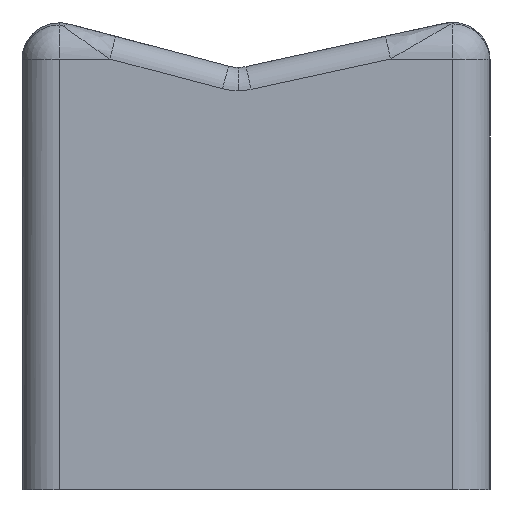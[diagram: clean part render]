
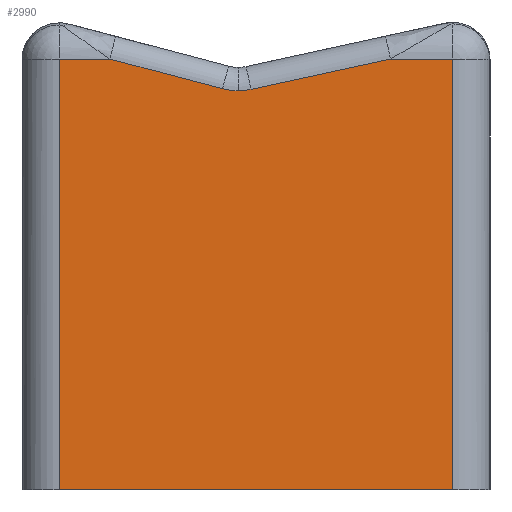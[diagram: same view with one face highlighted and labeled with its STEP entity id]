
A CAD part, left-side view. The second image highlights one B-rep face of the part: STEP entity #2990.
In plain terms, the highlighted planar face has unit normal (-1, 0, 0).
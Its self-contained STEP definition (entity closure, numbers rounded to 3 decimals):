
#54 = DIRECTION ( 'NONE',  ( 1., 0., 0. ) ) ;
#60 = EDGE_CURVE ( 'NONE', #1364, #1989, #4134, .T. ) ;
#71 = VERTEX_POINT ( 'NONE', #4963 ) ;
#82 = LINE ( 'NONE', #1720, #3927 ) ;
#290 = DIRECTION ( 'NONE',  ( 0., 1., 0. ) ) ;
#324 = AXIS2_PLACEMENT_3D ( 'NONE', #2088, #54, #1689 ) ;
#376 = ORIENTED_EDGE ( 'NONE', *, *, #915, .T. ) ;
#605 = DIRECTION ( 'NONE',  ( 0., 0., -1. ) ) ;
#710 = VECTOR ( 'NONE', #290, 1000. ) ;
#786 = CARTESIAN_POINT ( 'NONE',  ( -25., 0.8, 9.2 ) ) ;
#845 = DIRECTION ( 'NONE',  ( 0., 0.977, -0.212 ) ) ;
#896 = LINE ( 'NONE', #1868, #1776 ) ;
#915 = EDGE_CURVE ( 'NONE', #4130, #5126, #5295, .T. ) ;
#926 = CIRCLE ( 'NONE', #324, 1.3 ) ;
#978 = VECTOR ( 'NONE', #4150, 1000. ) ;
#997 = CARTESIAN_POINT ( 'NONE',  ( -25., 0., 0. ) ) ;
#1191 = CIRCLE ( 'NONE', #4574, 1.3 ) ;
#1206 = ORIENTED_EDGE ( 'NONE', *, *, #60, .T. ) ;
#1364 = VERTEX_POINT ( 'NONE', #3504 ) ;
#1402 = EDGE_CURVE ( 'NONE', #5126, #71, #1870, .T. ) ;
#1447 = LINE ( 'NONE', #997, #3383 ) ;
#1457 = AXIS2_PLACEMENT_3D ( 'NONE', #1791, #3023, #2201 ) ;
#1486 = ORIENTED_EDGE ( 'NONE', *, *, #4867, .T. ) ;
#1527 = EDGE_CURVE ( 'NONE', #71, #3422, #1447, .T. ) ;
#1689 = DIRECTION ( 'NONE',  ( 0., 0., -1. ) ) ;
#1720 = CARTESIAN_POINT ( 'NONE',  ( -25., 0.8, 10. ) ) ;
#1773 = DIRECTION ( 'NONE',  ( 0., 0., 1. ) ) ;
#1776 = VECTOR ( 'NONE', #4237, 1000. ) ;
#1791 = CARTESIAN_POINT ( 'NONE',  ( -25., 0., 10. ) ) ;
#1863 = CARTESIAN_POINT ( 'NONE',  ( -25., 8.125, 9.2 ) ) ;
#1868 = CARTESIAN_POINT ( 'NONE',  ( -25., 6.287, 8.716 ) ) ;
#1870 = LINE ( 'NONE', #3530, #3635 ) ;
#1871 = EDGE_LOOP ( 'NONE', ( #2064, #2107, #3622, #1206, #2714, #1486, #3907, #376, #3042 ) ) ;
#1972 = CARTESIAN_POINT ( 'NONE',  ( -25., 5.106, 8.552 ) ) ;
#1989 = VERTEX_POINT ( 'NONE', #1972 ) ;
#2027 = CARTESIAN_POINT ( 'NONE',  ( -25., 5.382, 8.523 ) ) ;
#2047 = EDGE_CURVE ( 'NONE', #4848, #1364, #2455, .T. ) ;
#2064 = ORIENTED_EDGE ( 'NONE', *, *, #1527, .T. ) ;
#2088 = CARTESIAN_POINT ( 'NONE',  ( -25., 5.382, 9.823 ) ) ;
#2107 = ORIENTED_EDGE ( 'NONE', *, *, #4507, .T. ) ;
#2150 = VECTOR ( 'NONE', #845, 1000. ) ;
#2180 = CARTESIAN_POINT ( 'NONE',  ( -25., 9.2, 9.2 ) ) ;
#2183 = VERTEX_POINT ( 'NONE', #2027 ) ;
#2201 = DIRECTION ( 'NONE',  ( 0., 0., -1. ) ) ;
#2409 = CARTESIAN_POINT ( 'NONE',  ( -25., 0.8, 0. ) ) ;
#2455 = LINE ( 'NONE', #4484, #978 ) ;
#2714 = ORIENTED_EDGE ( 'NONE', *, *, #2834, .T. ) ;
#2776 = CARTESIAN_POINT ( 'NONE',  ( -25., 10., 9.2 ) ) ;
#2834 = EDGE_CURVE ( 'NONE', #1989, #2183, #1191, .T. ) ;
#2990 = ADVANCED_FACE ( 'NONE', ( #4699 ), #5082, .F. ) ;
#3023 = DIRECTION ( 'NONE',  ( 1., 0., 0. ) ) ;
#3042 = ORIENTED_EDGE ( 'NONE', *, *, #1402, .T. ) ;
#3067 = VERTEX_POINT ( 'NONE', #4434 ) ;
#3383 = VECTOR ( 'NONE', #3503, 1000. ) ;
#3422 = VERTEX_POINT ( 'NONE', #2409 ) ;
#3503 = DIRECTION ( 'NONE',  ( 0., -1., 0. ) ) ;
#3504 = CARTESIAN_POINT ( 'NONE',  ( -25., 2.126, 9.2 ) ) ;
#3530 = CARTESIAN_POINT ( 'NONE',  ( -25., 9.2, 10. ) ) ;
#3622 = ORIENTED_EDGE ( 'NONE', *, *, #2047, .T. ) ;
#3635 = VECTOR ( 'NONE', #5191, 1000. ) ;
#3701 = CARTESIAN_POINT ( 'NONE',  ( -25., 5.106, 8.552 ) ) ;
#3865 = DIRECTION ( 'NONE',  ( 1., 0., 0. ) ) ;
#3907 = ORIENTED_EDGE ( 'NONE', *, *, #5111, .T. ) ;
#3927 = VECTOR ( 'NONE', #1773, 1000. ) ;
#4130 = VERTEX_POINT ( 'NONE', #1863 ) ;
#4134 = LINE ( 'NONE', #3701, #2150 ) ;
#4150 = DIRECTION ( 'NONE',  ( 0., 1., 0. ) ) ;
#4237 = DIRECTION ( 'NONE',  ( 0., 0.967, 0.254 ) ) ;
#4434 = CARTESIAN_POINT ( 'NONE',  ( -25., 5.713, 8.565 ) ) ;
#4484 = CARTESIAN_POINT ( 'NONE',  ( -25., 0.8, 9.2 ) ) ;
#4507 = EDGE_CURVE ( 'NONE', #3422, #4848, #82, .T. ) ;
#4574 = AXIS2_PLACEMENT_3D ( 'NONE', #4665, #3865, #605 ) ;
#4665 = CARTESIAN_POINT ( 'NONE',  ( -25., 5.382, 9.823 ) ) ;
#4699 = FACE_OUTER_BOUND ( 'NONE', #1871, .T. ) ;
#4848 = VERTEX_POINT ( 'NONE', #786 ) ;
#4867 = EDGE_CURVE ( 'NONE', #2183, #3067, #926, .T. ) ;
#4963 = CARTESIAN_POINT ( 'NONE',  ( -25., 9.2, 0. ) ) ;
#5082 = PLANE ( 'NONE',  #1457 ) ;
#5111 = EDGE_CURVE ( 'NONE', #3067, #4130, #896, .T. ) ;
#5126 = VERTEX_POINT ( 'NONE', #2180 ) ;
#5191 = DIRECTION ( 'NONE',  ( 0., 0., -1. ) ) ;
#5295 = LINE ( 'NONE', #2776, #710 ) ;
